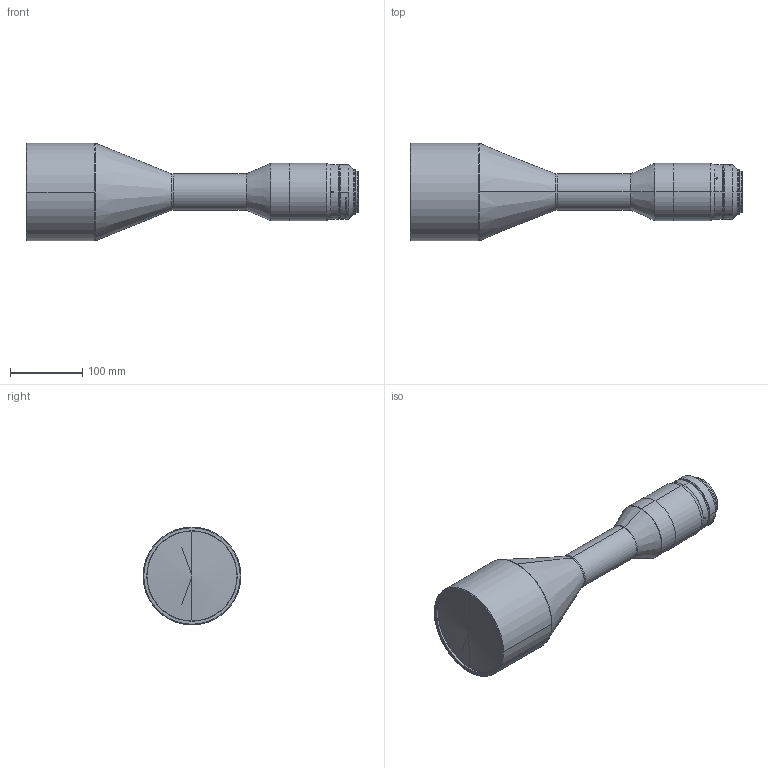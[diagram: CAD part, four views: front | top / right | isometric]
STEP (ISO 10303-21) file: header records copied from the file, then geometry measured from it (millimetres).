
FILE_DESCRIPTION (( 'STEP AP203' ), '1' );
FILE_NAME ('DTCA35F-94-M58-AL.STEP', '2019-12-02T01:06:59', ( 'Windows 蚚誧' ), ( '' ), 'SwSTEP 2.0', 'SolidWorks 2017', '' );
FILE_SCHEMA (( 'CONFIG_CONTROL_DESIGN' ));
Length unit declared in the file: millimetre
Products named in the file (1): DTCA35F-94-M58-AL
Bounding box: 460.87 x 136 x 136 mm (x, y, z)
Volume: 3027095.2 mm3; surface area: 147643.8 mm2
Topology: 1 solids, 1 shells, 101 faces, 229 edges, 137 vertices
Faces by surface type: cylinder 40, cone 35, plane 18, bspline 8
Entity records: 3323 total; most frequent: CARTESIAN_POINT 1005, DIRECTION 496, ORIENTED_EDGE 450, EDGE_CURVE 225, AXIS2_PLACEMENT_3D 202, VERTEX_POINT 137, EDGE_LOOP 112, CIRCLE 108
